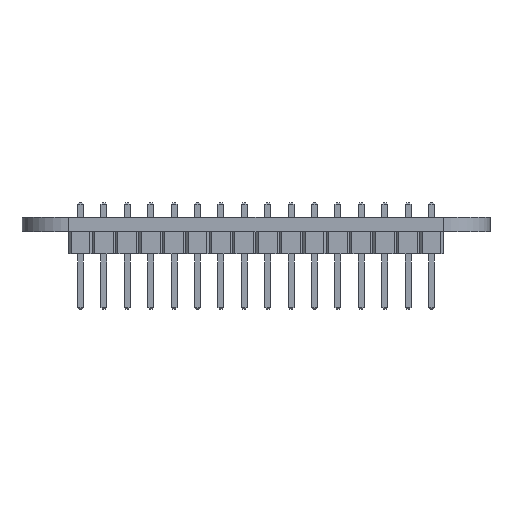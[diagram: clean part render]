
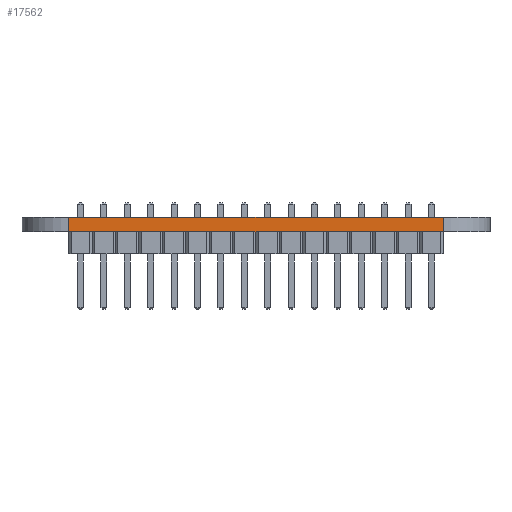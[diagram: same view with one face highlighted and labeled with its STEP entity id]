
A CAD part, left-side view. The second image highlights one B-rep face of the part: STEP entity #17562.
In plain terms, the highlighted planar face has unit normal (-1, 0, 0).
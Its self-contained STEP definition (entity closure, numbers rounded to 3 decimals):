
#15055 = VERTEX_POINT('',#15056);
#15056 = CARTESIAN_POINT('',(119.38,-68.58,0.));
#15063 = EDGE_CURVE('',#15064,#15055,#15066,.T.);
#15064 = VERTEX_POINT('',#15065);
#15065 = CARTESIAN_POINT('',(119.38,-109.22,0.));
#15066 = LINE('',#15067,#15068);
#15067 = CARTESIAN_POINT('',(119.38,-109.22,0.));
#15068 = VECTOR('',#15069,1.);
#15069 = DIRECTION('',(0.,1.,0.));
#16295 = VERTEX_POINT('',#16296);
#16296 = CARTESIAN_POINT('',(119.38,-68.58,1.6));
#16303 = EDGE_CURVE('',#16304,#16295,#16306,.T.);
#16304 = VERTEX_POINT('',#16305);
#16305 = CARTESIAN_POINT('',(119.38,-109.22,1.6));
#16306 = LINE('',#16307,#16308);
#16307 = CARTESIAN_POINT('',(119.38,-109.22,1.6));
#16308 = VECTOR('',#16309,1.);
#16309 = DIRECTION('',(0.,1.,0.));
#17532 = EDGE_CURVE('',#15055,#16295,#17533,.T.);
#17533 = LINE('',#17534,#17535);
#17534 = CARTESIAN_POINT('',(119.38,-68.58,0.));
#17535 = VECTOR('',#17536,1.);
#17536 = DIRECTION('',(0.,0.,1.));
#17562 = ADVANCED_FACE('',(#17563),#17574,.T.);
#17563 = FACE_BOUND('',#17564,.T.);
#17564 = EDGE_LOOP('',(#17565,#17571,#17572,#17573));
#17565 = ORIENTED_EDGE('',*,*,#17566,.T.);
#17566 = EDGE_CURVE('',#15064,#16304,#17567,.T.);
#17567 = LINE('',#17568,#17569);
#17568 = CARTESIAN_POINT('',(119.38,-109.22,0.));
#17569 = VECTOR('',#17570,1.);
#17570 = DIRECTION('',(0.,0.,1.));
#17571 = ORIENTED_EDGE('',*,*,#16303,.T.);
#17572 = ORIENTED_EDGE('',*,*,#17532,.F.);
#17573 = ORIENTED_EDGE('',*,*,#15063,.F.);
#17574 = PLANE('',#17575);
#17575 = AXIS2_PLACEMENT_3D('',#17576,#17577,#17578);
#17576 = CARTESIAN_POINT('',(119.38,-109.22,0.));
#17577 = DIRECTION('',(-1.,0.,0.));
#17578 = DIRECTION('',(0.,1.,0.));
